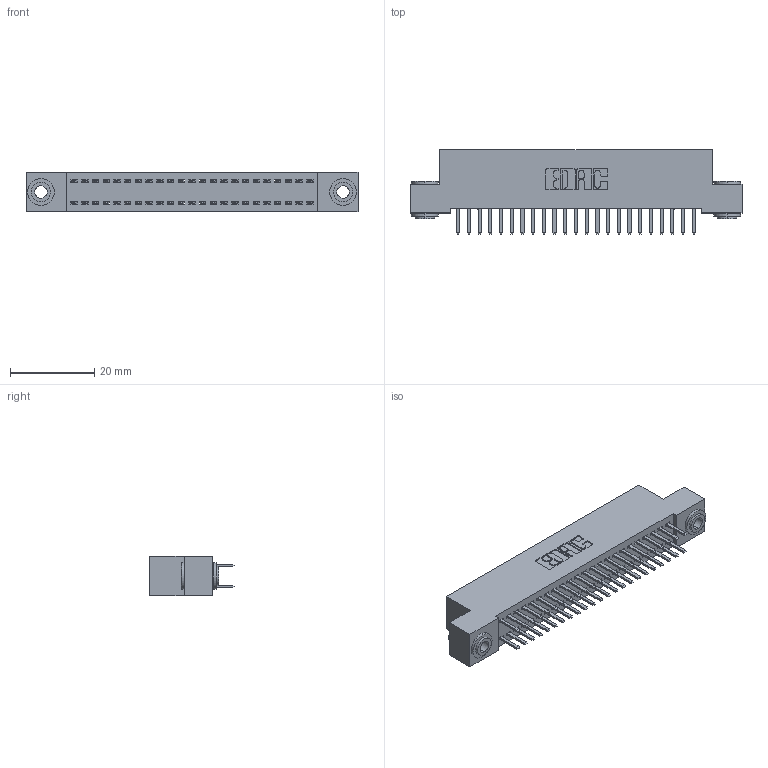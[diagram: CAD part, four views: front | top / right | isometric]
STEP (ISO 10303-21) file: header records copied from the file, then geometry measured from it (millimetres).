
FILE_DESCRIPTION (( 'STEP AP203' ), '1' );
FILE_NAME ('342-046-520-203.STEP', '2019-10-02T20:15:05', ( '' ), ( '' ), 'SwSTEP 2.0', 'SolidWorks 2016', '' );
FILE_SCHEMA (( 'CONFIG_CONTROL_DESIGN' ));
Length unit declared in the file: inch
Products named in the file (4): 342 Part_.156 TH; 345-292-001_345-293-120; 342-250-002_345-250-002-102; 342-046-520-203
Assembly tree (49 placements, depth 2):
  342-046-520-203
    342 Part_.156 TH
    345-292-001_345-293-120  x46
    342-250-002_345-250-002-102  x2
Bounding box: 78.74 x 20.02 x 9.4 mm (x, y, z)
Volume: 6987.4 mm3; surface area: 11072 mm2
Topology: 49 solids, 49 shells, 2724 faces, 7873 edges, 5122 vertices
Faces by surface type: plane 1824, cylinder 892, cone 8
Entity records: 17886 total; most frequent: CARTESIAN_POINT 2973, ORIENTED_EDGE 2890, DIRECTION 2595, EDGE_CURVE 1445, LINE 1289, VECTOR 1289, VERTEX_POINT 958, AXIS2_PLACEMENT_3D 653
